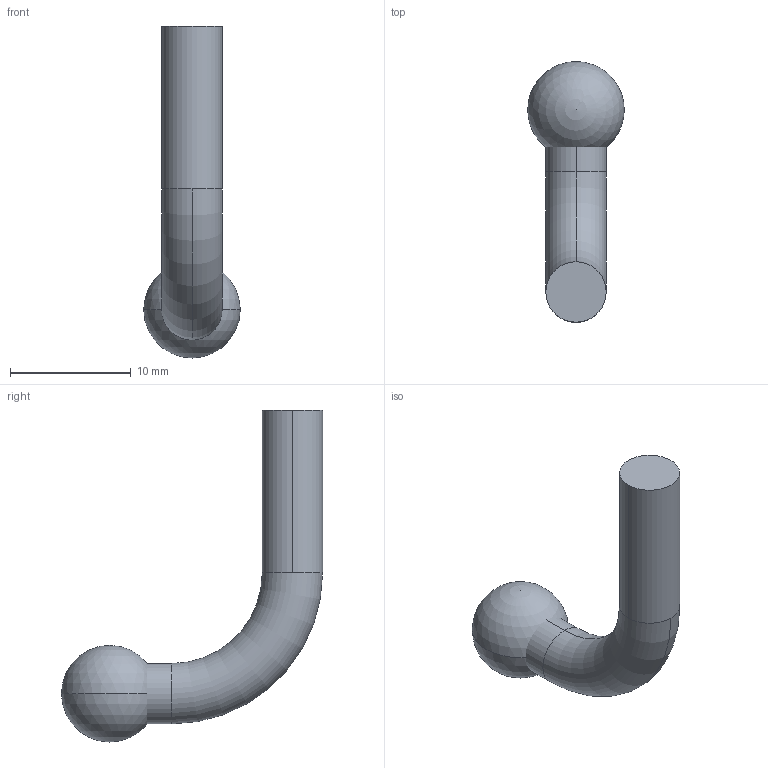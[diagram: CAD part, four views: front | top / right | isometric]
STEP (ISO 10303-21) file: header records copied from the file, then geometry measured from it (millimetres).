
FILE_DESCRIPTION (( 'STEP AP203' ), '1' );
FILE_NAME ('2 crochet BIS.STEP', '2020-11-27T14:48:38', ( '' ), ( '' ), 'SwSTEP 2.0', 'SolidWorks 2019', '' );
FILE_SCHEMA (( 'CONFIG_CONTROL_DESIGN' ));
Length unit declared in the file: millimetre
Products named in the file (3): crochet partie 1; 2 crochet BIS; crochet partie 2
Assembly tree (2 placements, depth 2):
  2 crochet BIS
    crochet partie 1
    crochet partie 2
Bounding box: 8 x 21.63 x 27.5 mm (x, y, z)
Volume: 969.2 mm3; surface area: 801.2 mm2
Topology: 2 solids, 2 shells, 10 faces, 23 edges, 15 vertices
Faces by surface type: cylinder 4, torus 2, plane 2, sphere 2
Entity records: 561 total; most frequent: DIRECTION 62, CARTESIAN_POINT 45, ORIENTED_EDGE 36, AXIS2_PLACEMENT_3D 29, PERSON_AND_ORGANIZATION 26, DATE_AND_TIME 19, CALENDAR_DATE 19, COORDINATED_UNIVERSAL_TIME_OFFSET 19
